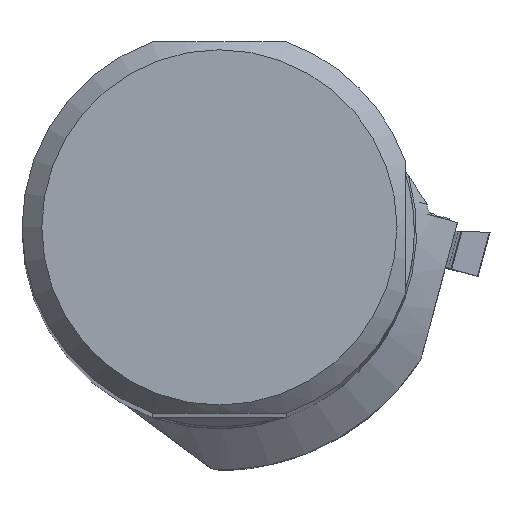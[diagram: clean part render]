
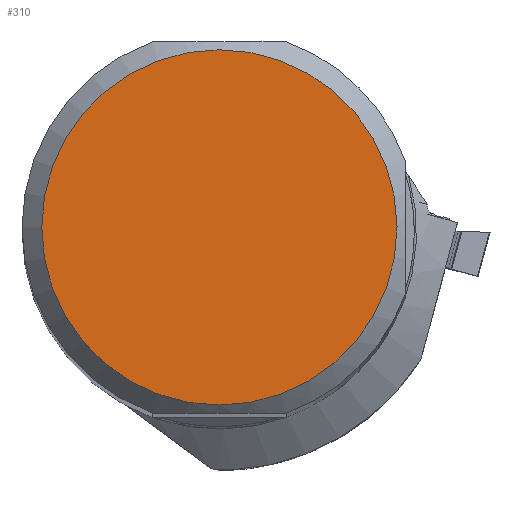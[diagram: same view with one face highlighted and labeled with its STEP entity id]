
A CAD part, top view. The second image highlights one B-rep face of the part: STEP entity #310.
In plain terms, the highlighted planar face has unit normal (0, 0, 1).
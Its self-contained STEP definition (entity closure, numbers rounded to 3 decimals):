
#228=CIRCLE('',#2266,22.489);
#310=ADVANCED_FACE('',(#467),#379,.T.);
#379=PLANE('',#2267);
#467=FACE_OUTER_BOUND('',#573,.T.);
#573=EDGE_LOOP('',(#1067));
#1067=ORIENTED_EDGE('',*,*,#1648,.F.);
#1384=VERTEX_POINT('',#3666);
#1648=EDGE_CURVE('',#1384,#1384,#228,.T.);
#2266=AXIS2_PLACEMENT_3D('',#3665,#2772,#2773);
#2267=AXIS2_PLACEMENT_3D('',#3667,#2774,#2775);
#2772=DIRECTION('',(0.,0.,-1.));
#2773=DIRECTION('',(-1.,0.,0.));
#2774=DIRECTION('',(0.,0.,1.));
#2775=DIRECTION('',(-1.,0.,0.));
#3665=CARTESIAN_POINT('',(0.,0.,0.));
#3666=CARTESIAN_POINT('',(-22.489,0.,0.));
#3667=CARTESIAN_POINT('',(0.,0.,0.));
